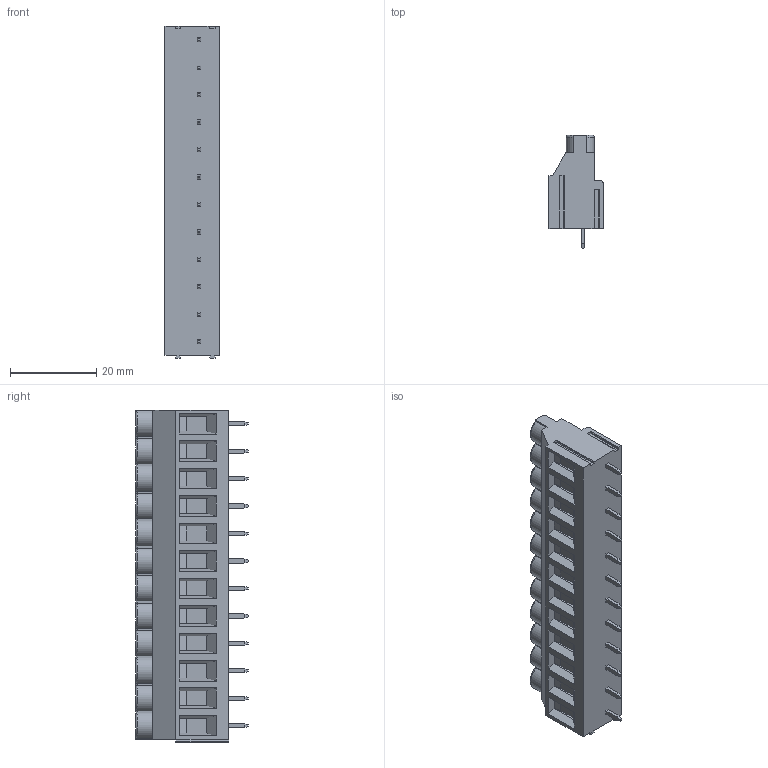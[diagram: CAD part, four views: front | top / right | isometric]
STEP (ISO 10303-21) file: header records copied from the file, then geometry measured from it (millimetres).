
FILE_DESCRIPTION((''),'2;1');
FILE_NAME('TL901V-XXP-XC','2024-12-11T',('yanfa'),(''),'PRO/ENGINEER BY PARAMETRIC TECHNOLOGY CORPORATION, 2009280','PRO/ENGINEER BY PARAMETRIC TECHNOLOGY CORPORATION, 2009280','');
FILE_SCHEMA(('AUTOMOTIVE_DESIGN_CC2 { 1 2 10303 214 -1 1 5 2 }'));
Length unit declared in the file: millimetre
Products named in the file (1): TL901V-XXP-XC
Bounding box: 12.5 x 26.1 x 76.8 mm (x, y, z)
Volume: 14919 mm3; surface area: 6962.8 mm2
Topology: 1 solids, 1 shells, 705 faces, 1809 edges, 1142 vertices
Faces by surface type: plane 450, cylinder 159, torus 48, cone 48
Entity records: 21507 total; most frequent: CARTESIAN_POINT 4250, ORIENTED_EDGE 3618, DIRECTION 3489, EDGE_CURVE 1809, VECTOR 1347, LINE 1347, VERTEX_POINT 1142, AXIS2_PLACEMENT_3D 1071
